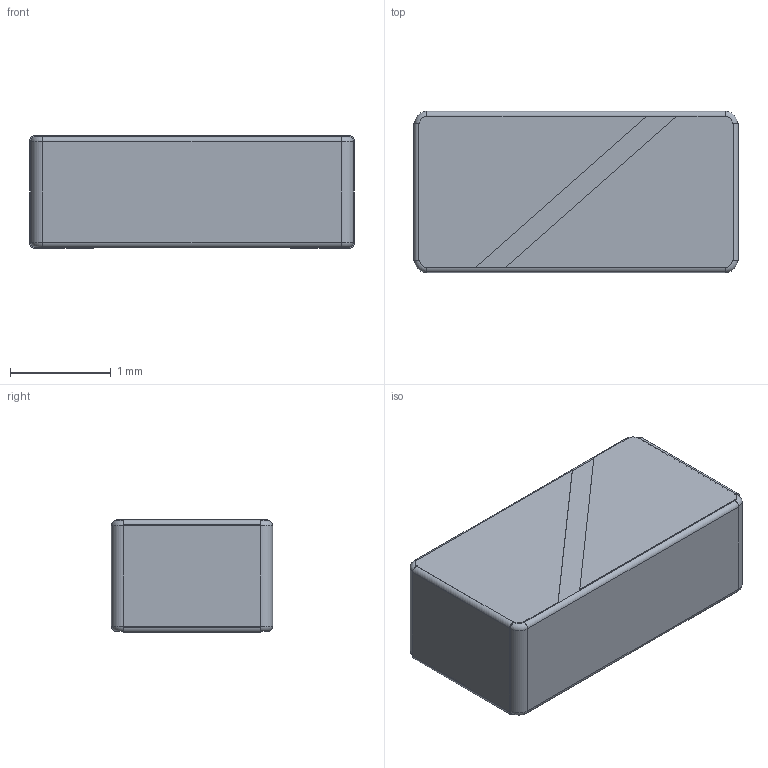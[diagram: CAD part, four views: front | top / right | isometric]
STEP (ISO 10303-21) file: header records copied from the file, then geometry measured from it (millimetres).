
FILE_DESCRIPTION (( 'STEP AP214' ), '1' );
FILE_NAME ('ADD9EF5B-BD44-4CB0-BFFB-9D0097F16C0F.STEP', '2024-02-12T21:47:00', ( '' ), ( '' ), 'SwSTEP 2.0', 'SolidWorks 2022', '' );
FILE_SCHEMA (( 'AUTOMOTIVE_DESIGN' ));
Length unit declared in the file: millimetre
Products named in the file (1): ADD9EF5B-BD44-4CB0-BFFB-9D0097F16C0F
Bounding box: 3.22 x 1.6 x 1.12 mm (x, y, z)
Volume: 5.7 mm3; surface area: 38.2 mm2
Topology: 3 solids, 3 shells, 62 faces, 148 edges, 92 vertices
Faces by surface type: plane 30, cylinder 24, torus 8
Entity records: 2522 total; most frequent: DIRECTION 330, CARTESIAN_POINT 303, ORIENTED_EDGE 296, EDGE_CURVE 148, AXIS2_PLACEMENT_3D 119, VECTOR 92, VERTEX_POINT 92, LINE 92
